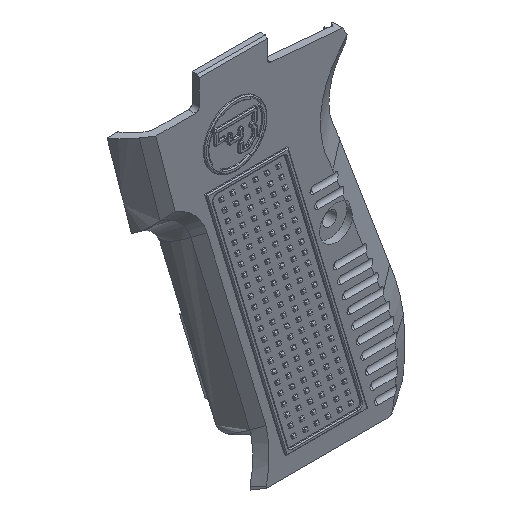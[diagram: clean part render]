
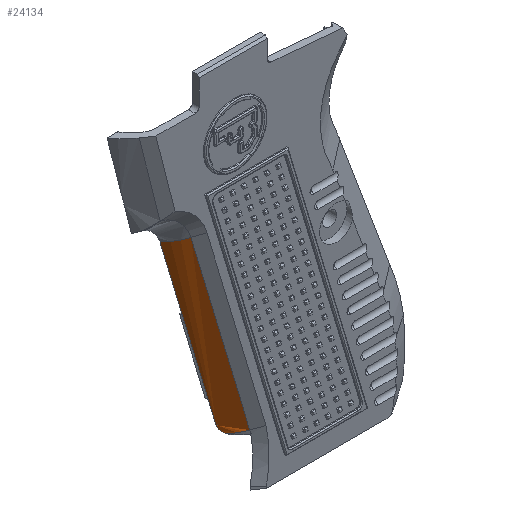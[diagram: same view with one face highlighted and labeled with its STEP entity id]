
A CAD part, isometric view. The second image highlights one B-rep face of the part: STEP entity #24134.
In plain terms, the highlighted free-form (B-spline) face has degree [3, 1] with [7, 2] control points.
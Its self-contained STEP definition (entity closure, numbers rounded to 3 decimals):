
#302=CIRCLE('',#25773,14.652);
#1937=LINE('',#34921,#5069);
#5069=VECTOR('',#27826,1000.);
#8609=ORIENTED_EDGE('',*,*,#15375,.T.);
#8610=ORIENTED_EDGE('',*,*,#15380,.T.);
#8611=ORIENTED_EDGE('',*,*,#15314,.T.);
#8612=ORIENTED_EDGE('',*,*,#15381,.T.);
#8613=ORIENTED_EDGE('',*,*,#15027,.T.);
#8614=ORIENTED_EDGE('',*,*,#15376,.T.);
#15027=EDGE_CURVE('',#18507,#18506,#20608,.F.);
#15314=EDGE_CURVE('',#18743,#18713,#1937,.T.);
#15375=EDGE_CURVE('',#18779,#18780,#20671,.T.);
#15376=EDGE_CURVE('',#18506,#18779,#20672,.F.);
#15380=EDGE_CURVE('',#18780,#18743,#20675,.T.);
#15381=EDGE_CURVE('',#18713,#18507,#302,.F.);
#18506=VERTEX_POINT('',#34062);
#18507=VERTEX_POINT('',#34067);
#18713=VERTEX_POINT('',#34789);
#18743=VERTEX_POINT('',#34922);
#18779=VERTEX_POINT('',#35453);
#18780=VERTEX_POINT('',#35454);
#20608=B_SPLINE_CURVE_WITH_KNOTS('',3,(#34063,#34064,#34065,#34066),
 .UNSPECIFIED.,.F.,.F.,(4,4),(0.,1.),.UNSPECIFIED.);
#20671=B_SPLINE_CURVE_WITH_KNOTS('',3,(#35449,#35450,#35451,#35452),
 .UNSPECIFIED.,.F.,.F.,(4,4),(0.,0.003),.UNSPECIFIED.);
#20672=B_SPLINE_CURVE_WITH_KNOTS('',3,(#35455,#35456,#35457,#35458),
 .UNSPECIFIED.,.F.,.F.,(4,4),(0.99,1.),
 .UNSPECIFIED.);
#20675=B_SPLINE_CURVE_WITH_KNOTS('',3,(#35484,#35485,#35486,#35487),
 .UNSPECIFIED.,.F.,.F.,(4,4),(0.002,0.006),
 .UNSPECIFIED.);
#20779=EDGE_LOOP('',(#8609,#8610,#8611,#8612,#8613,#8614));
#22452=FACE_BOUND('',#20779,.T.);
#24038=(
BOUNDED_SURFACE()
B_SPLINE_SURFACE(3,1,((#35470,#35471),(#35472,#35473),(#35474,#35475),(#35476,
#35477),(#35478,#35479),(#35480,#35481),(#35482,#35483)),
 .SURF_OF_LINEAR_EXTRUSION.,.F.,.F.,.F.)
B_SPLINE_SURFACE_WITH_KNOTS((4,3,4),(2,2),(0.,1.,1.006),(0.001,
1.),.PIECEWISE_BEZIER_KNOTS.)
GEOMETRIC_REPRESENTATION_ITEM()
RATIONAL_B_SPLINE_SURFACE(((1.,1.),(0.988,0.988),
(0.988,0.988),(1.,1.),(1.,1.),(1.,1.),(1.,1.)))
REPRESENTATION_ITEM('')
SURFACE()
);
#24134=ADVANCED_FACE('',(#22452),#24038,.F.);
#25773=AXIS2_PLACEMENT_3D('',#35488,#27899,#27900);
#27826=DIRECTION('',(-0.288,0.,0.958));
#27899=DIRECTION('',(-0.289,0.,0.957));
#27900=DIRECTION('',(0.957,0.,0.289));
#34062=CARTESIAN_POINT('',(122.885,-8.,-93.));
#34063=CARTESIAN_POINT('',(122.885,-8.,-93.));
#34064=CARTESIAN_POINT('',(118.217,-8.,-77.459));
#34065=CARTESIAN_POINT('',(113.55,-8.,-61.917));
#34066=CARTESIAN_POINT('',(108.883,-8.,-46.376));
#34067=CARTESIAN_POINT('',(108.884,-8.,-46.376));
#34789=CARTESIAN_POINT('',(112.592,-12.,-45.259));
#34921=CARTESIAN_POINT('',(127.403,-12.,-94.58));
#34922=CARTESIAN_POINT('',(127.305,-12.,-94.253));
#35449=CARTESIAN_POINT('',(122.9,-8.,-93.045));
#35450=CARTESIAN_POINT('',(123.194,-8.019,-93.982));
#35451=CARTESIAN_POINT('',(123.797,-8.602,-94.693));
#35452=CARTESIAN_POINT('',(124.443,-9.248,-95.015));
#35453=CARTESIAN_POINT('',(122.899,-8.,-93.045));
#35454=CARTESIAN_POINT('',(124.443,-9.248,-95.015));
#35455=CARTESIAN_POINT('',(122.898,-8.,-93.045));
#35456=CARTESIAN_POINT('',(122.894,-8.,-93.03));
#35457=CARTESIAN_POINT('',(122.889,-8.,-93.015));
#35458=CARTESIAN_POINT('',(122.885,-8.,-93.));
#35470=CARTESIAN_POINT('',(127.393,-12.,-94.547));
#35471=CARTESIAN_POINT('',(112.592,-12.,-45.259));
#35472=CARTESIAN_POINT('',(125.92,-10.923,-94.991));
#35473=CARTESIAN_POINT('',(111.119,-10.923,-45.704));
#35474=CARTESIAN_POINT('',(124.669,-9.574,-95.369));
#35475=CARTESIAN_POINT('',(109.868,-9.574,-46.082));
#35476=CARTESIAN_POINT('',(123.687,-8.,-95.665));
#35477=CARTESIAN_POINT('',(108.886,-8.,-46.378));
#35478=CARTESIAN_POINT('',(123.681,-7.991,-95.667));
#35479=CARTESIAN_POINT('',(108.88,-7.991,-46.38));
#35480=CARTESIAN_POINT('',(123.675,-7.981,-95.669));
#35481=CARTESIAN_POINT('',(108.874,-7.981,-46.382));
#35482=CARTESIAN_POINT('',(123.669,-7.972,-95.671));
#35483=CARTESIAN_POINT('',(108.868,-7.972,-46.383));
#35484=CARTESIAN_POINT('',(124.443,-9.248,-95.015));
#35485=CARTESIAN_POINT('',(125.27,-10.298,-94.795));
#35486=CARTESIAN_POINT('',(126.232,-11.223,-94.538));
#35487=CARTESIAN_POINT('',(127.305,-12.,-94.253));
#35488=CARTESIAN_POINT('',(120.634,0.004,-42.831));
